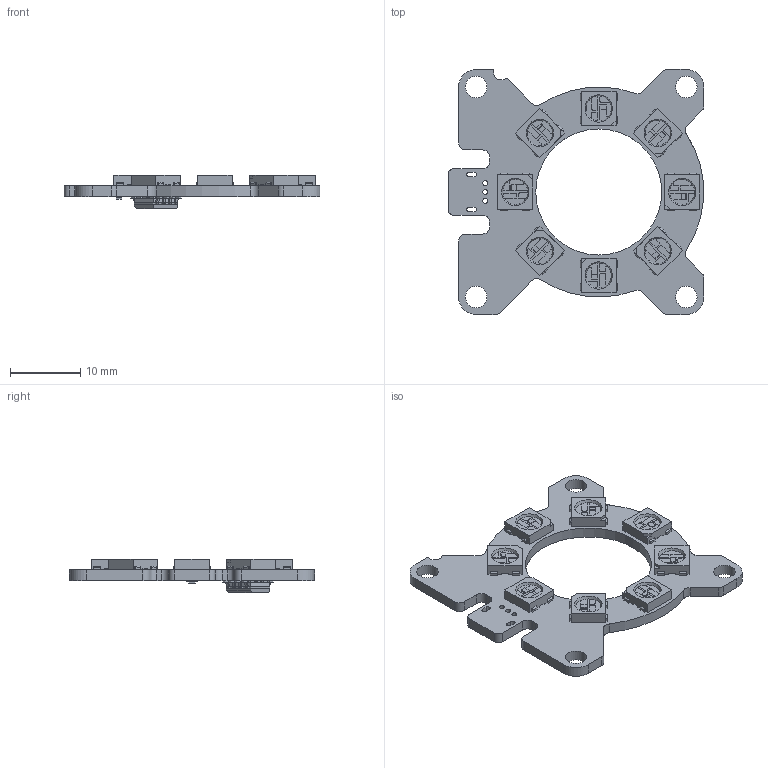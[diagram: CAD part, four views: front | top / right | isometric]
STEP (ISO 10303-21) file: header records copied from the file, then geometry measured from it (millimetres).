
FILE_DESCRIPTION(('Open CASCADE Model'),'2;1');
FILE_NAME('Open CASCADE Shape Model','2022-05-27T16:58:59',('Author'),( 'Open CASCADE'),'Open CASCADE STEP processor 6.8','Open CASCADE 6.8' ,'Unknown');
FILE_SCHEMA(('AUTOMOTIVE_DESIGN { 1 0 10303 214 1 1 1 1 }'));
Length unit declared in the file: millimetre
Products named in the file (17): PCB; Board; Open CASCADE STEP translator 6.8 2.1.1; LED6; MSFT-SK6812; WS2812_RGB_LED_updated_v1; LED3; LED0; LED7; LED1; LED4; LED2; LED5; U1; 6989359600; D1; MSRC-0603_LED_Orange
Assembly tree (23 placements, depth 4):
  PCB
    Board
      Open CASCADE STEP translator 6.8 2.1.1
    LED6
      MSFT-SK6812
        WS2812_RGB_LED_updated_v1
    LED3
      MSFT-SK6812
        WS2812_RGB_LED_updated_v1
    LED0
      MSFT-SK6812
        WS2812_RGB_LED_updated_v1
    LED7
      MSFT-SK6812
        WS2812_RGB_LED_updated_v1
    LED1
      MSFT-SK6812
        WS2812_RGB_LED_updated_v1
    LED4
      MSFT-SK6812
        WS2812_RGB_LED_updated_v1
    LED2
      MSFT-SK6812
        WS2812_RGB_LED_updated_v1
    LED5
      MSFT-SK6812
        WS2812_RGB_LED_updated_v1
    U1
      6989359600
    D1
      MSRC-0603_LED_Orange
Bounding box: 36.5 x 35 x 4.8 mm (x, y, z)
Volume: 1452.5 mm3; surface area: 2703.8 mm2
Topology: 27 solids, 27 shells, 708 faces, 1996 edges, 1359 vertices
Faces by surface type: plane 538, cylinder 148, bspline 10, cone 8, torus 4
Full cylindrical faces by diameter (mm): 0.71 x3, 1.146 x8, 3.08 x4, 18 x1
Entity records: 14904 total; most frequent: CARTESIAN_POINT 4341, DIRECTION 2050, ORIENTED_EDGE 2030, EDGE_CURVE 1015, LINE 736, VECTOR 736, VERTEX_POINT 673, AXIS2_PLACEMENT_3D 657
